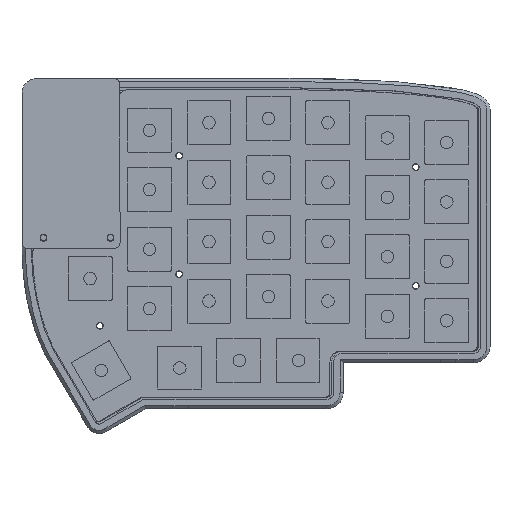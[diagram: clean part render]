
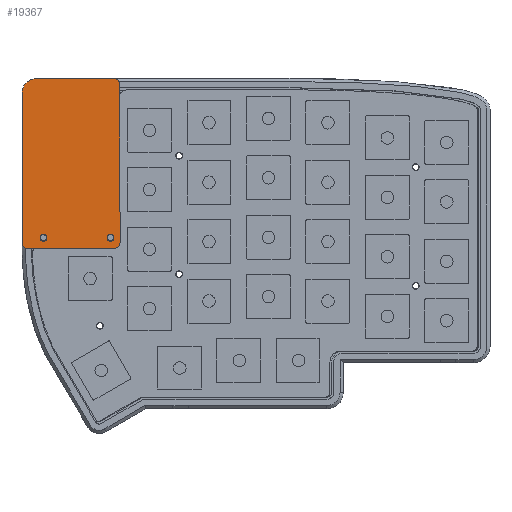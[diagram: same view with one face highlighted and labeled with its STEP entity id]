
A CAD part, top view. The second image highlights one B-rep face of the part: STEP entity #19367.
In plain terms, the highlighted planar face has unit normal (0, 0, 1).
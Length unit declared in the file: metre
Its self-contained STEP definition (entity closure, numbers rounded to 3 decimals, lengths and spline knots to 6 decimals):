
#785=PLANE('',#21045);
#1436=CIRCLE('',#21037,0.00475);
#1437=CIRCLE('',#21039,0.0011);
#1439=CIRCLE('',#21043,0.0011);
#1441=CIRCLE('',#21046,0.002);
#1442=CIRCLE('',#21047,0.002);
#1443=CIRCLE('',#21048,0.002);
#6457=ORIENTED_EDGE('',*,*,#9431,.F.);
#6458=ORIENTED_EDGE('',*,*,#9447,.T.);
#6459=ORIENTED_EDGE('',*,*,#9433,.F.);
#6460=ORIENTED_EDGE('',*,*,#9439,.F.);
#6461=ORIENTED_EDGE('',*,*,#9444,.F.);
#6462=ORIENTED_EDGE('',*,*,#9448,.T.);
#6463=ORIENTED_EDGE('',*,*,#9425,.F.);
#6464=ORIENTED_EDGE('',*,*,#9449,.T.);
#6465=ORIENTED_EDGE('',*,*,#9440,.F.);
#6466=ORIENTED_EDGE('',*,*,#9445,.F.);
#9425=EDGE_CURVE('',#11356,#11357,#13381,.T.);
#9431=EDGE_CURVE('',#11362,#11363,#13387,.T.);
#9433=EDGE_CURVE('',#11364,#11365,#13389,.T.);
#9439=EDGE_CURVE('',#11369,#11364,#1436,.F.);
#9440=EDGE_CURVE('',#11370,#11370,#1437,.T.);
#9444=EDGE_CURVE('',#11373,#11369,#13396,.T.);
#9445=EDGE_CURVE('',#11374,#11374,#1439,.T.);
#9447=EDGE_CURVE('',#11362,#11365,#1441,.T.);
#9448=EDGE_CURVE('',#11373,#11357,#1442,.T.);
#9449=EDGE_CURVE('',#11356,#11363,#1443,.T.);
#11356=VERTEX_POINT('',#33157);
#11357=VERTEX_POINT('',#33158);
#11362=VERTEX_POINT('',#33169);
#11363=VERTEX_POINT('',#33171);
#11364=VERTEX_POINT('',#33175);
#11365=VERTEX_POINT('',#33176);
#11369=VERTEX_POINT('',#33186);
#11370=VERTEX_POINT('',#33190);
#11373=VERTEX_POINT('',#33197);
#11374=VERTEX_POINT('',#33201);
#13381=LINE('',#33156,#15399);
#13387=LINE('',#33170,#15405);
#13389=LINE('',#33174,#15407);
#13396=LINE('',#33198,#15414);
#15399=VECTOR('',#25984,1.);
#15405=VECTOR('',#25992,1.);
#15407=VECTOR('',#25996,1.);
#15414=VECTOR('',#26017,1.);
#16723=EDGE_LOOP('',(#6457,#6458,#6459,#6460,#6461,#6462,#6463,#6464));
#16724=EDGE_LOOP('',(#6465));
#16725=EDGE_LOOP('',(#6466));
#18022=FACE_BOUND('',#16723,.T.);
#18023=FACE_BOUND('',#16724,.T.);
#18024=FACE_BOUND('',#16725,.T.);
#19367=ADVANCED_FACE('',(#18022,#18023,#18024),#785,.T.);
#21037=AXIS2_PLACEMENT_3D('',#33187,#26005,#26006);
#21039=AXIS2_PLACEMENT_3D('',#33189,#26009,#26010);
#21043=AXIS2_PLACEMENT_3D('',#33200,#26020,#26021);
#21045=AXIS2_PLACEMENT_3D('',#33204,#26024,#26025);
#21046=AXIS2_PLACEMENT_3D('',#33205,#26026,#26027);
#21047=AXIS2_PLACEMENT_3D('',#33206,#26028,#26029);
#21048=AXIS2_PLACEMENT_3D('',#33207,#26030,#26031);
#25984=DIRECTION('',(-1.,-0.002,0.));
#25992=DIRECTION('',(0.002,-1.,0.));
#25996=DIRECTION('',(1.,0.002,0.));
#26005=DIRECTION('',(0.,0.,1.));
#26006=DIRECTION('',(1.,0.,0.));
#26009=DIRECTION('',(0.,0.,1.));
#26010=DIRECTION('',(1.,0.,0.));
#26017=DIRECTION('',(0.,1.,0.));
#26020=DIRECTION('',(0.,0.,1.));
#26021=DIRECTION('',(1.,0.,0.));
#26024=DIRECTION('',(0.,0.,1.));
#26025=DIRECTION('',(1.,0.,0.));
#26026=DIRECTION('',(0.,0.,1.));
#26027=DIRECTION('',(1.,0.,0.));
#26028=DIRECTION('',(0.,0.,1.));
#26029=DIRECTION('',(1.,0.,0.));
#26030=DIRECTION('',(0.,0.,1.));
#26031=DIRECTION('',(1.,0.,0.));
#33156=CARTESIAN_POINT('',(0.157803,-0.063339,0.0166));
#33157=CARTESIAN_POINT('',(0.171519,-0.063307,0.0166));
#33158=CARTESIAN_POINT('',(0.144091,-0.063371,0.0166));
#33169=CARTESIAN_POINT('',(0.173397,-0.01074,0.0166));
#33170=CARTESIAN_POINT('',(0.173456,-0.036021,0.0166));
#33171=CARTESIAN_POINT('',(0.173514,-0.061303,0.0166));
#33174=CARTESIAN_POINT('',(0.159699,-0.008772,0.0166));
#33175=CARTESIAN_POINT('',(0.146006,-0.008803,0.0166));
#33176=CARTESIAN_POINT('',(0.171393,-0.008745,0.0166));
#33186=CARTESIAN_POINT('',(0.142087,-0.01348,0.0166));
#33187=CARTESIAN_POINT('',(0.146837,-0.01348,0.0166));
#33189=CARTESIAN_POINT('',(0.170456,-0.0598,0.0166));
#33190=CARTESIAN_POINT('',(0.171556,-0.0598,0.0166));
#33197=CARTESIAN_POINT('',(0.142087,-0.061371,0.0166));
#33198=CARTESIAN_POINT('',(0.142087,-0.038708,0.0166));
#33200=CARTESIAN_POINT('',(0.148956,-0.0598,0.0166));
#33201=CARTESIAN_POINT('',(0.150056,-0.0598,0.0166));
#33204=CARTESIAN_POINT('',(0.217073,-0.065602,0.0166));
#33205=CARTESIAN_POINT('',(0.171397,-0.010745,0.0166));
#33206=CARTESIAN_POINT('',(0.144087,-0.061371,0.0166));
#33207=CARTESIAN_POINT('',(0.171514,-0.061307,0.0166));
